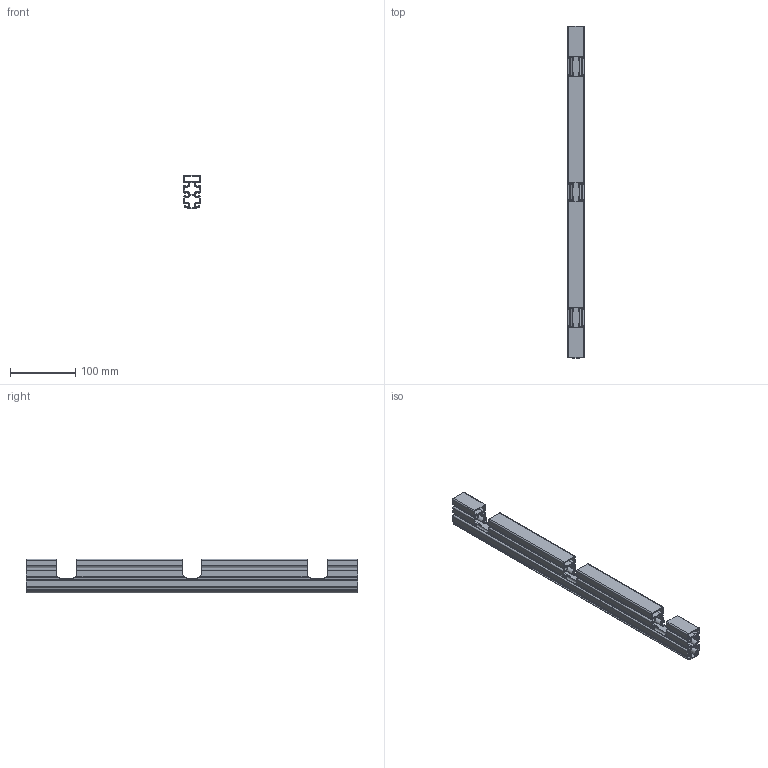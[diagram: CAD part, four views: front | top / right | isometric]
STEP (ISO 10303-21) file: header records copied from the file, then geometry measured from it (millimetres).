
FILE_DESCRIPTION (( 'STEP AP214' ), '1' );
FILE_NAME ('am-4295 Crossbar.STEP', '2020-05-08T20:36:27', ( '' ), ( '' ), 'SwSTEP 2.0', 'SolidWorks 2019', '' );
FILE_SCHEMA (( 'AUTOMOTIVE_DESIGN' ));
Length unit declared in the file: inch
Products named in the file (1): am-4295 Crossbar
Bounding box: 25.4 x 508 x 50.8 mm (x, y, z)
Volume: 168441.9 mm3; surface area: 210581.9 mm2
Topology: 1 solids, 1 shells, 300 faces, 912 edges, 608 vertices
Faces by surface type: cylinder 236, plane 64
Entity records: 11372 total; most frequent: CARTESIAN_POINT 2925, ORIENTED_EDGE 1824, DIRECTION 1806, EDGE_CURVE 912, AXIS2_PLACEMENT_3D 689, VERTEX_POINT 608, VECTOR 428, LINE 428
